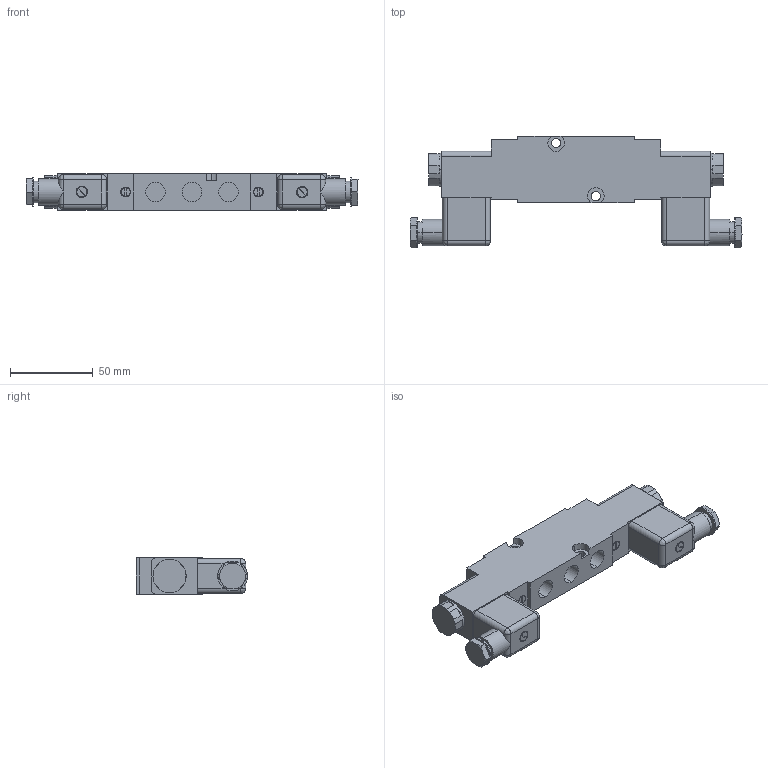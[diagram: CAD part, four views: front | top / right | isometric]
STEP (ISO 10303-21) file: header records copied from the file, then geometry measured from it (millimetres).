
FILE_DESCRIPTION (( 'STEP AP203' ), '1' );
FILE_NAME ('MNH.520.701.STEP', '2018-11-21T11:01:31', ( '' ), ( '' ), 'SwSTEP 2.0', 'SolidWorks 2013', '' );
FILE_SCHEMA (( 'CONFIG_CONTROL_DESIGN' ));
Length unit declared in the file: millimetre
Products named in the file (1): MNH.520.701
Bounding box: 200 x 67 x 22 mm (x, y, z)
Volume: 163660 mm3; surface area: 31652.9 mm2
Topology: 3 solids, 3 shells, 231 faces, 549 edges, 344 vertices
Faces by surface type: plane 134, cylinder 83, bspline 8, cone 6
Entity records: 6916 total; most frequent: CARTESIAN_POINT 1435, DIRECTION 1173, ORIENTED_EDGE 1082, EDGE_CURVE 541, AXIS2_PLACEMENT_3D 438, VERTEX_POINT 344, LINE 297, VECTOR 297
